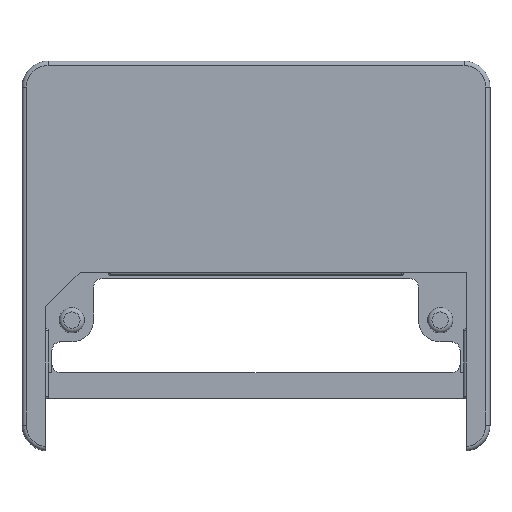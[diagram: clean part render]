
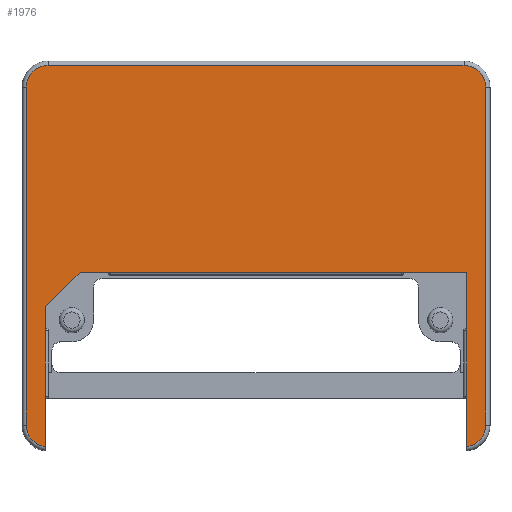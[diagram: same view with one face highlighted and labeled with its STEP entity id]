
A CAD part, top view. The second image highlights one B-rep face of the part: STEP entity #1976.
In plain terms, the highlighted planar face has unit normal (0, 0, 1).
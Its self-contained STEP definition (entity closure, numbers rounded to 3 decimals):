
#955 = VERTEX_POINT('',#956);
#956 = CARTESIAN_POINT('',(51.3,0.418,3.2));
#973 = EDGE_CURVE('',#955,#974,#976,.T.);
#974 = VERTEX_POINT('',#975);
#975 = CARTESIAN_POINT('',(51.3,6.2,3.2));
#976 = LINE('',#977,#978);
#977 = CARTESIAN_POINT('',(51.3,32.725,3.2));
#978 = VECTOR('',#979,1.);
#979 = DIRECTION('',(0.,1.,0.));
#1071 = VERTEX_POINT('',#1072);
#1072 = CARTESIAN_POINT('',(51.3,13.8,3.2));
#1087 = EDGE_CURVE('',#1071,#1088,#1090,.T.);
#1088 = VERTEX_POINT('',#1089);
#1089 = CARTESIAN_POINT('',(51.3,20.55,3.2));
#1090 = LINE('',#1091,#1092);
#1091 = CARTESIAN_POINT('',(51.3,32.725,3.2));
#1092 = VECTOR('',#1093,1.);
#1093 = DIRECTION('',(0.,1.,0.));
#1148 = EDGE_CURVE('',#1149,#1151,#1153,.T.);
#1149 = VERTEX_POINT('',#1150);
#1150 = CARTESIAN_POINT('',(2.7,0.418,3.2));
#1151 = VERTEX_POINT('',#1152);
#1152 = CARTESIAN_POINT('',(2.7,6.2,3.2));
#1153 = LINE('',#1154,#1155);
#1154 = CARTESIAN_POINT('',(2.7,25.43,3.2));
#1155 = VECTOR('',#1156,1.);
#1156 = DIRECTION('',(0.,1.,0.));
#1208 = VERTEX_POINT('',#1209);
#1209 = CARTESIAN_POINT('',(2.7,16.55,3.2));
#1215 = EDGE_CURVE('',#1216,#1208,#1218,.T.);
#1216 = VERTEX_POINT('',#1217);
#1217 = CARTESIAN_POINT('',(2.7,13.8,3.2));
#1218 = LINE('',#1219,#1220);
#1219 = CARTESIAN_POINT('',(2.7,25.43,3.2));
#1220 = VECTOR('',#1221,1.);
#1221 = DIRECTION('',(0.,1.,0.));
#1413 = EDGE_CURVE('',#1088,#1414,#1416,.T.);
#1414 = VERTEX_POINT('',#1415);
#1415 = CARTESIAN_POINT('',(43.8,20.55,3.2));
#1416 = LINE('',#1417,#1418);
#1417 = CARTESIAN_POINT('',(30.35,20.55,3.2));
#1418 = VECTOR('',#1419,1.);
#1419 = DIRECTION('',(-1.,0.,0.));
#1603 = VERTEX_POINT('',#1604);
#1604 = CARTESIAN_POINT('',(10.2,20.55,3.2));
#1653 = EDGE_CURVE('',#1603,#1654,#1656,.T.);
#1654 = VERTEX_POINT('',#1655);
#1655 = CARTESIAN_POINT('',(6.7,20.55,3.2));
#1656 = LINE('',#1657,#1658);
#1657 = CARTESIAN_POINT('',(30.35,20.55,3.2));
#1658 = VECTOR('',#1659,1.);
#1659 = DIRECTION('',(-1.,0.,0.));
#1688 = EDGE_CURVE('',#1654,#1208,#1689,.T.);
#1689 = LINE('',#1690,#1691);
#1690 = CARTESIAN_POINT('',(22.613,36.463,3.2));
#1691 = VECTOR('',#1692,1.);
#1692 = DIRECTION('',(-0.707,-0.707,0.
    ));
#1956 = VERTEX_POINT('',#1957);
#1957 = CARTESIAN_POINT('',(53.5,2.9,3.2));
#1964 = EDGE_CURVE('',#955,#1956,#1965,.T.);
#1965 = CIRCLE('',#1966,2.5);
#1966 = AXIS2_PLACEMENT_3D('',#1967,#1968,#1969);
#1967 = CARTESIAN_POINT('',(51.,2.9,3.2));
#1968 = DIRECTION('',(0.,0.,1.));
#1969 = DIRECTION('',(0.,-1.,0.));
#1976 = ADVANCED_FACE('',(#1977),#2054,.F.);
#1977 = FACE_BOUND('',#1978,.F.);
#1978 = EDGE_LOOP('',(#1979,#1989,#1998,#2004,#2005,#2006,#2012,#2013,
    #2014,#2020,#2021,#2022,#2023,#2029,#2030,#2039,#2047));
#1979 = ORIENTED_EDGE('',*,*,#1980,.F.);
#1980 = EDGE_CURVE('',#1981,#1983,#1985,.T.);
#1981 = VERTEX_POINT('',#1982);
#1982 = CARTESIAN_POINT('',(51.,44.4,3.2));
#1983 = VERTEX_POINT('',#1984);
#1984 = CARTESIAN_POINT('',(3.,44.4,3.2));
#1985 = LINE('',#1986,#1987);
#1986 = CARTESIAN_POINT('',(51.,44.4,3.2));
#1987 = VECTOR('',#1988,1.);
#1988 = DIRECTION('',(-1.,0.,0.));
#1989 = ORIENTED_EDGE('',*,*,#1990,.F.);
#1990 = EDGE_CURVE('',#1991,#1981,#1993,.T.);
#1991 = VERTEX_POINT('',#1992);
#1992 = CARTESIAN_POINT('',(53.5,41.9,3.2));
#1993 = CIRCLE('',#1994,2.5);
#1994 = AXIS2_PLACEMENT_3D('',#1995,#1996,#1997);
#1995 = CARTESIAN_POINT('',(51.,41.9,3.2));
#1996 = DIRECTION('',(0.,0.,1.));
#1997 = DIRECTION('',(1.,0.,0.));
#1998 = ORIENTED_EDGE('',*,*,#1999,.F.);
#1999 = EDGE_CURVE('',#1956,#1991,#2000,.T.);
#2000 = LINE('',#2001,#2002);
#2001 = CARTESIAN_POINT('',(53.5,2.9,3.2));
#2002 = VECTOR('',#2003,1.);
#2003 = DIRECTION('',(0.,1.,0.));
#2004 = ORIENTED_EDGE('',*,*,#1964,.F.);
#2005 = ORIENTED_EDGE('',*,*,#973,.T.);
#2006 = ORIENTED_EDGE('',*,*,#2007,.T.);
#2007 = EDGE_CURVE('',#974,#1071,#2008,.T.);
#2008 = LINE('',#2009,#2010);
#2009 = CARTESIAN_POINT('',(51.3,32.725,3.2));
#2010 = VECTOR('',#2011,1.);
#2011 = DIRECTION('',(0.,1.,0.));
#2012 = ORIENTED_EDGE('',*,*,#1087,.T.);
#2013 = ORIENTED_EDGE('',*,*,#1413,.T.);
#2014 = ORIENTED_EDGE('',*,*,#2015,.T.);
#2015 = EDGE_CURVE('',#1414,#1603,#2016,.T.);
#2016 = LINE('',#2017,#2018);
#2017 = CARTESIAN_POINT('',(30.35,20.55,3.2));
#2018 = VECTOR('',#2019,1.);
#2019 = DIRECTION('',(-1.,0.,0.));
#2020 = ORIENTED_EDGE('',*,*,#1653,.T.);
#2021 = ORIENTED_EDGE('',*,*,#1688,.T.);
#2022 = ORIENTED_EDGE('',*,*,#1215,.F.);
#2023 = ORIENTED_EDGE('',*,*,#2024,.F.);
#2024 = EDGE_CURVE('',#1151,#1216,#2025,.T.);
#2025 = LINE('',#2026,#2027);
#2026 = CARTESIAN_POINT('',(2.7,25.43,3.2));
#2027 = VECTOR('',#2028,1.);
#2028 = DIRECTION('',(0.,1.,0.));
#2029 = ORIENTED_EDGE('',*,*,#1148,.F.);
#2030 = ORIENTED_EDGE('',*,*,#2031,.F.);
#2031 = EDGE_CURVE('',#2032,#1149,#2034,.T.);
#2032 = VERTEX_POINT('',#2033);
#2033 = CARTESIAN_POINT('',(0.5,2.9,3.2));
#2034 = CIRCLE('',#2035,2.5);
#2035 = AXIS2_PLACEMENT_3D('',#2036,#2037,#2038);
#2036 = CARTESIAN_POINT('',(3.,2.9,3.2));
#2037 = DIRECTION('',(0.,0.,1.));
#2038 = DIRECTION('',(-1.,0.,0.));
#2039 = ORIENTED_EDGE('',*,*,#2040,.F.);
#2040 = EDGE_CURVE('',#2041,#2032,#2043,.T.);
#2041 = VERTEX_POINT('',#2042);
#2042 = CARTESIAN_POINT('',(0.5,41.9,3.2));
#2043 = LINE('',#2044,#2045);
#2044 = CARTESIAN_POINT('',(0.5,41.9,3.2));
#2045 = VECTOR('',#2046,1.);
#2046 = DIRECTION('',(0.,-1.,0.));
#2047 = ORIENTED_EDGE('',*,*,#2048,.F.);
#2048 = EDGE_CURVE('',#1983,#2041,#2049,.T.);
#2049 = CIRCLE('',#2050,2.5);
#2050 = AXIS2_PLACEMENT_3D('',#2051,#2052,#2053);
#2051 = CARTESIAN_POINT('',(3.,41.9,3.2));
#2052 = DIRECTION('',(0.,0.,1.));
#2053 = DIRECTION('',(0.,1.,0.));
#2054 = PLANE('',#2055);
#2055 = AXIS2_PLACEMENT_3D('',#2056,#2057,#2058);
#2056 = CARTESIAN_POINT('',(54.,44.9,3.2));
#2057 = DIRECTION('',(0.,0.,-1.));
#2058 = DIRECTION('',(0.,-1.,0.));
